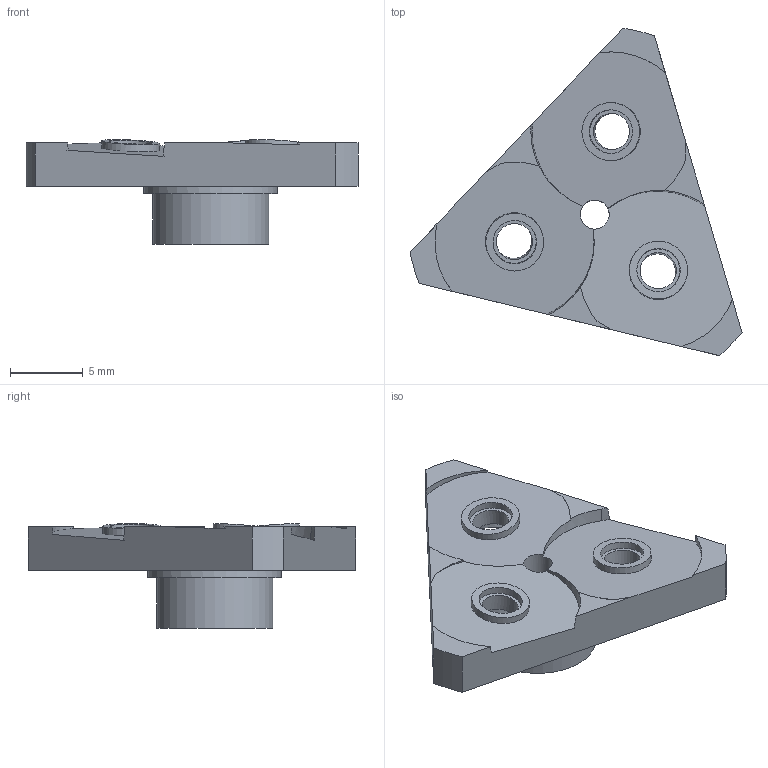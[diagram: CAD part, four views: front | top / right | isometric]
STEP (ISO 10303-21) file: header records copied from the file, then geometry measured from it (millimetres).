
FILE_DESCRIPTION(('FreeCAD Model'),'2;1');
FILE_NAME('Open CASCADE Shape Model','2022-11-28T18:11:18',(''),(''), 'Open CASCADE STEP processor 7.5','FreeCAD','Unknown');
FILE_SCHEMA(('AUTOMOTIVE_DESIGN { 1 0 10303 214 1 1 1 1 }'));
Length unit declared in the file: millimetre
Products named in the file (1): cap
Bounding box: 22.9 x 22.59 x 7.22 mm (x, y, z)
Volume: 860 mm3; surface area: 988.3 mm2
Topology: 1 solids, 1 shells, 56 faces, 140 edges, 90 vertices
Faces by surface type: cylinder 29, plane 24, cone 3
Full cylindrical faces by diameter (mm): 2 x3, 2.5 x3, 3 x3, 4 x3, 8 x1, 9.21 x1
Entity records: 4063 total; most frequent: CARTESIAN_POINT 1205, DIRECTION 554, ORIENTED_EDGE 280, PCURVE 280, DEFINITIONAL_REPRESENTATION 280, LINE 197, VECTOR 197, AXIS2_PLACEMENT_3D 144
